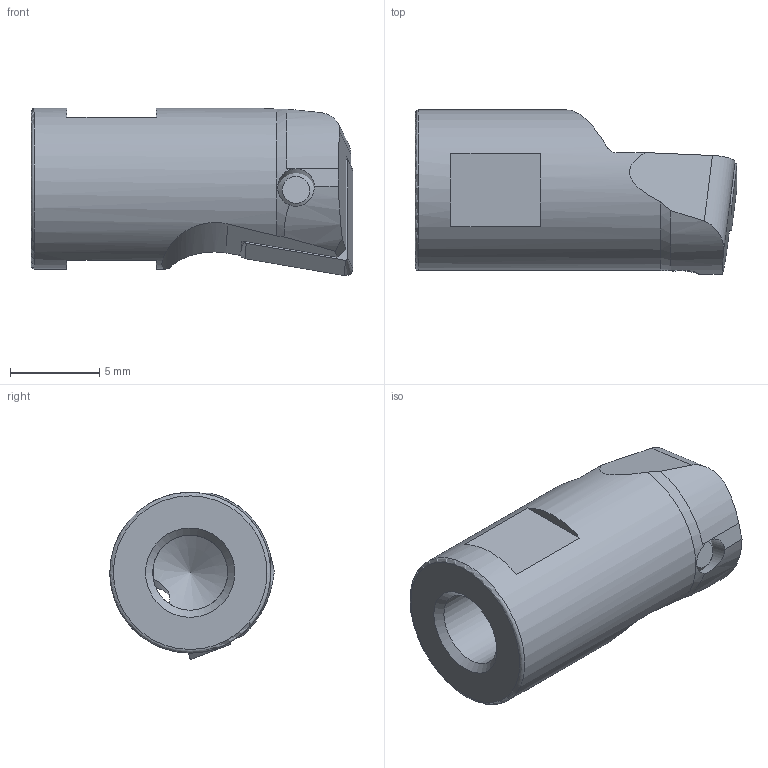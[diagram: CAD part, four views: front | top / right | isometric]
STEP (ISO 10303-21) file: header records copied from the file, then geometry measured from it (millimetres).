
FILE_DESCRIPTION (( 'STEP AP214' ), '1' );
FILE_NAME ('HS5.A10.K11.018.STEP', '2020-08-14T10:35:42', ( '' ), ( '' ), 'SwSTEP 2.0', 'SolidWorks 2017', '' );
FILE_SCHEMA (( 'AUTOMOTIVE_DESIGN' ));
Length unit declared in the file: millimetre
Products named in the file (4): WCA-ER2.001.005_B; HS5.A10.K11.018; CCMT060204; HS5-A10.K11.018_D
Assembly tree (3 placements, depth 2):
  HS5.A10.K11.018
    HS5-A10.K11.018_D
    WCA-ER2.001.005_B
    CCMT060204
Bounding box: 18 x 9.2 x 9.37 mm (x, y, z)
Volume: 751.5 mm3; surface area: 904.5 mm2
Topology: 3 solids, 3 shells, 103 faces, 266 edges, 166 vertices
Faces by surface type: plane 40, cylinder 26, cone 20, bspline 12, torus 4, sphere 1
Full cylindrical faces by diameter (mm): 2 x1, 2.05 x1, 2.1 x1, 2.5 x1, 2.8 x1, 3.4 x1, 3.85 x1, 4.2 x1, 9 x1
Entity records: 3454 total; most frequent: CARTESIAN_POINT 1079, ORIENTED_EDGE 466, DIRECTION 411, EDGE_CURVE 233, AXIS2_PLACEMENT_3D 159, VERTEX_POINT 156, EDGE_LOOP 129, FACE_OUTER_BOUND 117
